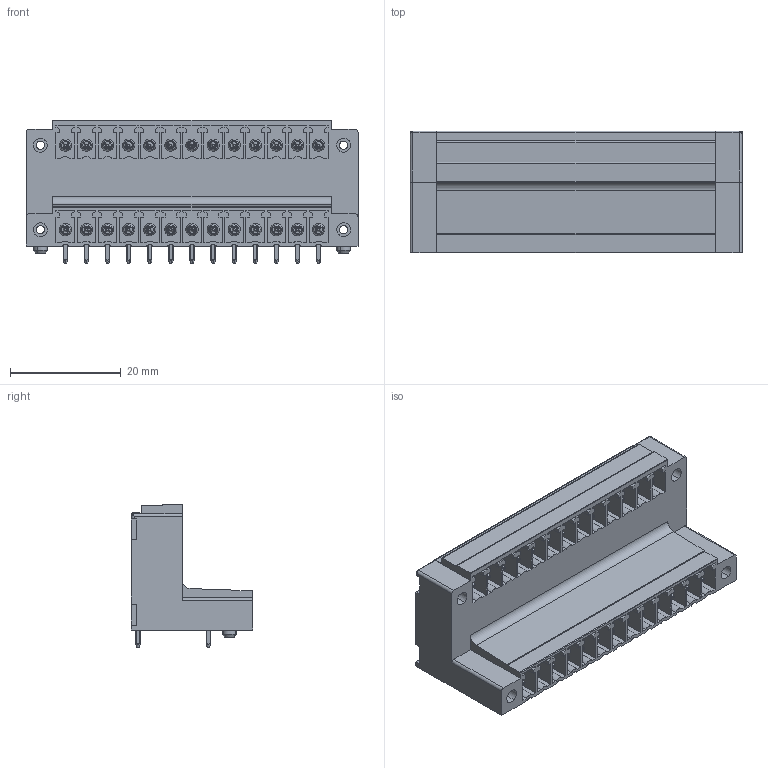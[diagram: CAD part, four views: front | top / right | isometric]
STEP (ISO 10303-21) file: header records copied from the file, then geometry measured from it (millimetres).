
FILE_DESCRIPTION(('CATIA V5 STEP Exchange','CAx-IF Rec.Pracs.--- Model Styling and Organization---1.2---2011-12-15'),'2;1');
FILE_NAME ('D1447287_0', '2018-10-13T11:39:56+00:00', ('none'), ('Weidmueller'), 'CATIA Version 5-6 Release 2014', 'CATIA V5 STEP AP214', 'none');
FILE_SCHEMA(('AUTOMOTIVE_DESIGN { 1 0 10303 214 1 1 1 1 }'));
Products named in the file (1): 1034090000
Bounding box: 59.92 x 21.9 x 25.9 mm (x, y, z)
Volume: 11814.5 mm3; surface area: 14329.7 mm2
Topology: 27 solids, 27 shells, 1788 faces, 4868 edges, 3194 vertices
Faces by surface type: plane 1098, cylinder 472, cone 138, torus 52, revolution 26, bspline 2
Entity records: 55926 total; most frequent: CARTESIAN_POINT 15515, ORIENTED_EDGE 9732, DIRECTION 5842, EDGE_CURVE 4866, VECTOR 3360, LINE 3360, VERTEX_POINT 3194, EDGE_LOOP 1910
